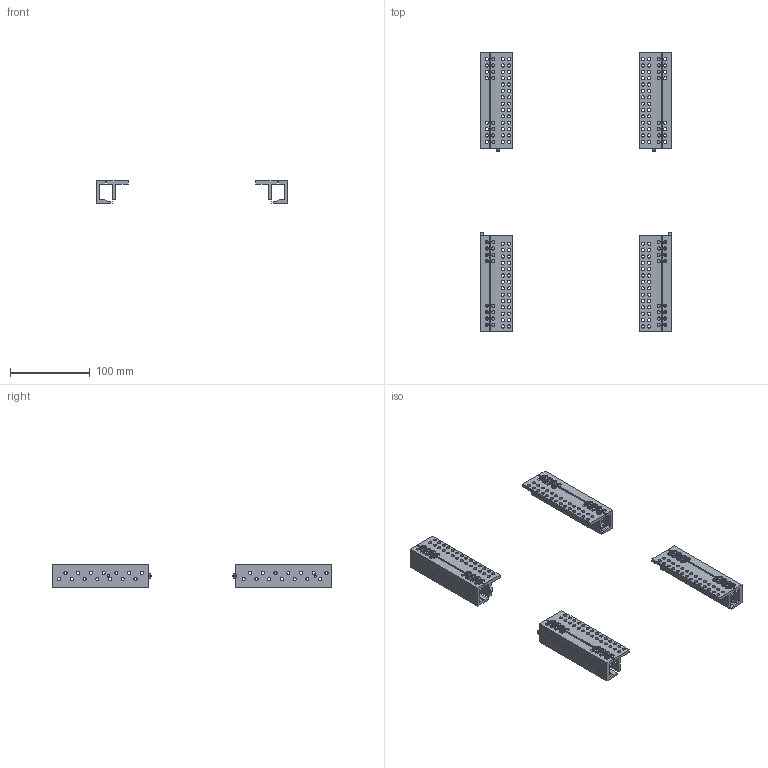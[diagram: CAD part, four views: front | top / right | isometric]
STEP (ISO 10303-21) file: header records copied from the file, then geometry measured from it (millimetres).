
FILE_DESCRIPTION(('FreeCAD Model'),'2;1');
FILE_NAME('Open CASCADE Shape Model','2025-07-03T16:38:55',(''),(''), 'Open CASCADE STEP processor 7.8','FreeCAD','Unknown');
FILE_SCHEMA(('AUTOMOTIVE_DESIGN { 1 0 10303 214 1 1 1 1 }'));
Length unit declared in the file: millimetre
Products named in the file (9): ___________________________v2_1; TopLeft002; BaseRight001; TopRight001; BaseRight002; TopRight002; BaseLeft001; TopLeft001; BaseLeft002
Assembly tree (8 placements, depth 2):
  ___________________________v2_1
    TopLeft002
    BaseRight001
    TopRight001
    BaseRight002
    TopRight002
    BaseLeft001
    TopLeft001
    BaseLeft002
Bounding box: 240 x 350 x 28 mm (x, y, z)
Volume: 145188.2 mm3; surface area: 117567.9 mm2
Topology: 8 solids, 8 shells, 926 faces, 2484 edges, 1680 vertices
Faces by surface type: cylinder 592, plane 334
Full cylindrical faces by diameter (mm): 3 x12, 4 x342, 7 x162
Entity records: 66119 total; most frequent: CARTESIAN_POINT 14643, DIRECTION 9954, ORIENTED_EDGE 4968, PCURVE 4968, DEFINITIONAL_REPRESENTATION 4968, LINE 4644, VECTOR 4644, EDGE_CURVE 2484
